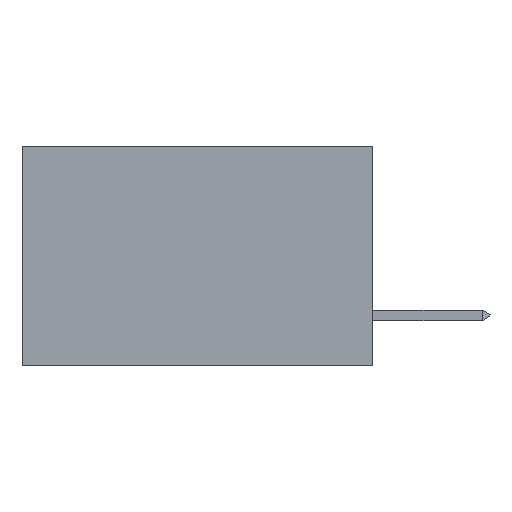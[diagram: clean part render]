
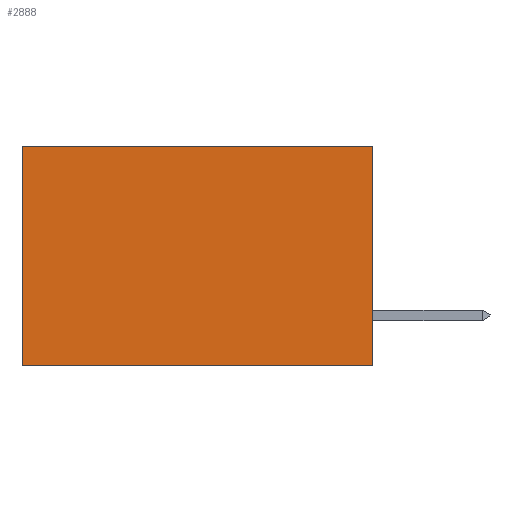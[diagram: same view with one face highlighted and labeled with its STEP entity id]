
A CAD part, left-side view. The second image highlights one B-rep face of the part: STEP entity #2888.
In plain terms, the highlighted planar face has unit normal (-1, 0, 0).
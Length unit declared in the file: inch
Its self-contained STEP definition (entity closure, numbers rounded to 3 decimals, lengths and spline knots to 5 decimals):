
#38 = CARTESIAN_POINT ( 'NONE',  ( 0.277, 0.59, -0.37 ) ) ;
#210 = VECTOR ( 'NONE', #822, 39.37008 ) ;
#822 = DIRECTION ( 'NONE',  ( 0., 1., 0. ) ) ;
#1103 = ORIENTED_EDGE ( 'NONE', *, *, #16463, .F. ) ;
#2043 = LINE ( 'NONE', #38, #9037 ) ;
#2186 = DIRECTION ( 'NONE',  ( 0., 1., 0. ) ) ;
#2206 = EDGE_CURVE ( 'NONE', #13793, #7905, #8146, .T. ) ;
#2464 = PLANE ( 'NONE',  #18991 ) ;
#2888 = ADVANCED_FACE ( 'NONE', ( #14784 ), #2464, .F. ) ;
#2992 = EDGE_CURVE ( 'NONE', #4550, #7905, #2043, .T. ) ;
#4093 = DIRECTION ( 'NONE',  ( 0., 0., -1. ) ) ;
#4550 = VERTEX_POINT ( 'NONE', #6704 ) ;
#4998 = DIRECTION ( 'NONE',  ( 0., 0., -1. ) ) ;
#6115 = VECTOR ( 'NONE', #2186, 39.37008 ) ;
#6704 = CARTESIAN_POINT ( 'NONE',  ( 0.277, 0.59, 0. ) ) ;
#6762 = EDGE_LOOP ( 'NONE', ( #8784, #14068, #1103, #7888 ) ) ;
#7718 = CARTESIAN_POINT ( 'NONE',  ( 0.277, 0., 0. ) ) ;
#7888 = ORIENTED_EDGE ( 'NONE', *, *, #9119, .T. ) ;
#7905 = VERTEX_POINT ( 'NONE', #13194 ) ;
#8146 = LINE ( 'NONE', #16179, #210 ) ;
#8784 = ORIENTED_EDGE ( 'NONE', *, *, #2992, .T. ) ;
#9037 = VECTOR ( 'NONE', #18602, 39.37008 ) ;
#9119 = EDGE_CURVE ( 'NONE', #16985, #4550, #11008, .T. ) ;
#10045 = CARTESIAN_POINT ( 'NONE',  ( 0.277, 0., -0.37 ) ) ;
#11008 = LINE ( 'NONE', #12545, #6115 ) ;
#12335 = CARTESIAN_POINT ( 'NONE',  ( 0.277, 0., -0.37 ) ) ;
#12521 = CARTESIAN_POINT ( 'NONE',  ( 0.277, 0., -0.37 ) ) ;
#12545 = CARTESIAN_POINT ( 'NONE',  ( 0.277, 0., 0. ) ) ;
#12569 = DIRECTION ( 'NONE',  ( 1., 0., 0. ) ) ;
#13194 = CARTESIAN_POINT ( 'NONE',  ( 0.277, 0.59, -0.37 ) ) ;
#13460 = VECTOR ( 'NONE', #4998, 39.37008 ) ;
#13793 = VERTEX_POINT ( 'NONE', #12521 ) ;
#14068 = ORIENTED_EDGE ( 'NONE', *, *, #2206, .F. ) ;
#14784 = FACE_OUTER_BOUND ( 'NONE', #6762, .T. ) ;
#16179 = CARTESIAN_POINT ( 'NONE',  ( 0.277, 0., -0.37 ) ) ;
#16463 = EDGE_CURVE ( 'NONE', #16985, #13793, #18331, .T. ) ;
#16985 = VERTEX_POINT ( 'NONE', #7718 ) ;
#18331 = LINE ( 'NONE', #12335, #13460 ) ;
#18602 = DIRECTION ( 'NONE',  ( 0., 0., -1. ) ) ;
#18991 = AXIS2_PLACEMENT_3D ( 'NONE', #10045, #12569, #4093 ) ;
